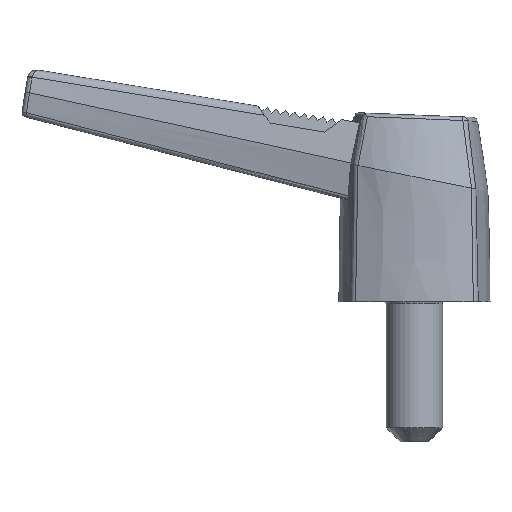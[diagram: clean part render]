
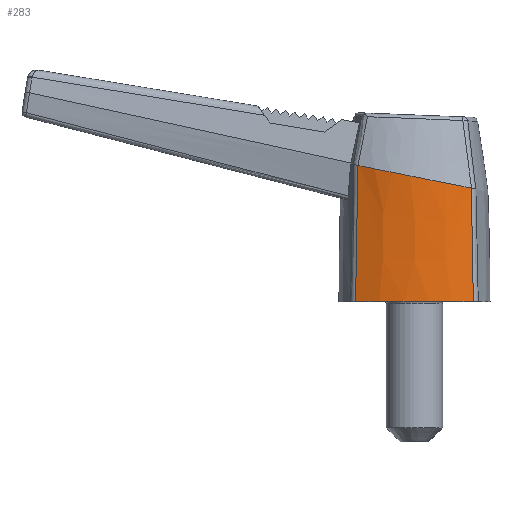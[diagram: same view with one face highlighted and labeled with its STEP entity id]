
A CAD part, front view. The second image highlights one B-rep face of the part: STEP entity #283.
In plain terms, the highlighted free-form (B-spline) face has degree [3, 3] with [10, 4] control points.
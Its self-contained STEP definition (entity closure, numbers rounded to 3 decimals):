
#283 = ADVANCED_FACE( '', ( #584 ), #585, .T. );
#584 = FACE_OUTER_BOUND( '', #2877, .T. );
#585 = B_SPLINE_SURFACE_WITH_KNOTS( '', 3, 3, ( ( #2878, #2879, #2880, #2881 ), ( #2882, #2883, #2884, #2885 ), ( #2886, #2887, #2888, #2889 ), ( #2890, #2891, #2892, #2893 ), ( #2894, #2895, #2896, #2897 ), ( #2898, #2899, #2900, #2901 ), ( #2902, #2903, #2904, #2905 ), ( #2906, #2907, #2908, #2909 ), ( #2910, #2911, #2912, #2913 ), ( #2914, #2915, #2916, #2917 ) ), .UNSPECIFIED., .F., .F., .F., ( 4, 2, 2, 2, 4 ), ( 4, 4 ), ( 0., 0.25, 0.5, 0.75, 1. ), ( 0., 1. ), .UNSPECIFIED. );
#2877 = EDGE_LOOP( '', ( #3782, #3783, #3784, #3785 ) );
#2878 = CARTESIAN_POINT( '', ( -6.645, -6.719, 0. ) );
#2879 = CARTESIAN_POINT( '', ( -6.551, -6.694, 4.861 ) );
#2880 = CARTESIAN_POINT( '', ( -6.458, -6.669, 9.722 ) );
#2881 = CARTESIAN_POINT( '', ( -6.364, -6.643, 14.583 ) );
#2882 = CARTESIAN_POINT( '', ( -5.609, -7.202, 0. ) );
#2883 = CARTESIAN_POINT( '', ( -5.532, -7.184, 4.796 ) );
#2884 = CARTESIAN_POINT( '', ( -5.455, -7.167, 9.591 ) );
#2885 = CARTESIAN_POINT( '', ( -5.379, -7.15, 14.387 ) );
#2886 = CARTESIAN_POINT( '', ( -4.519, -7.571, 0. ) );
#2887 = CARTESIAN_POINT( '', ( -4.458, -7.56, 4.726 ) );
#2888 = CARTESIAN_POINT( '', ( -4.397, -7.549, 9.453 ) );
#2889 = CARTESIAN_POINT( '', ( -4.335, -7.538, 14.179 ) );
#2890 = CARTESIAN_POINT( '', ( -2.287, -8.065, 0. ) );
#2891 = CARTESIAN_POINT( '', ( -2.254, -8.063, 4.584 ) );
#2892 = CARTESIAN_POINT( '', ( -2.221, -8.06, 9.167 ) );
#2893 = CARTESIAN_POINT( '', ( -2.188, -8.058, 13.751 ) );
#2894 = CARTESIAN_POINT( '', ( -1.143, -8.19, 0. ) );
#2895 = CARTESIAN_POINT( '', ( -1.124, -8.19, 4.51 ) );
#2896 = CARTESIAN_POINT( '', ( -1.104, -8.19, 9.021 ) );
#2897 = CARTESIAN_POINT( '', ( -1.085, -8.19, 13.531 ) );
#2898 = CARTESIAN_POINT( '', ( 1.143, -8.19, 0. ) );
#2899 = CARTESIAN_POINT( '', ( 1.136, -8.19, 4.364 ) );
#2900 = CARTESIAN_POINT( '', ( 1.129, -8.19, 8.727 ) );
#2901 = CARTESIAN_POINT( '', ( 1.122, -8.19, 13.091 ) );
#2902 = CARTESIAN_POINT( '', ( 2.287, -8.065, 0. ) );
#2903 = CARTESIAN_POINT( '', ( 2.266, -8.063, 4.29 ) );
#2904 = CARTESIAN_POINT( '', ( 2.246, -8.06, 8.581 ) );
#2905 = CARTESIAN_POINT( '', ( 2.225, -8.058, 12.871 ) );
#2906 = CARTESIAN_POINT( '', ( 4.519, -7.571, 0. ) );
#2907 = CARTESIAN_POINT( '', ( 4.47, -7.56, 4.148 ) );
#2908 = CARTESIAN_POINT( '', ( 4.421, -7.549, 8.295 ) );
#2909 = CARTESIAN_POINT( '', ( 4.372, -7.538, 12.443 ) );
#2910 = CARTESIAN_POINT( '', ( 5.609, -7.202, 0. ) );
#2911 = CARTESIAN_POINT( '', ( 5.544, -7.184, 4.078 ) );
#2912 = CARTESIAN_POINT( '', ( 5.48, -7.167, 8.157 ) );
#2913 = CARTESIAN_POINT( '', ( 5.415, -7.15, 12.235 ) );
#2914 = CARTESIAN_POINT( '', ( 6.645, -6.719, 0. ) );
#2915 = CARTESIAN_POINT( '', ( 6.564, -6.694, 4.013 ) );
#2916 = CARTESIAN_POINT( '', ( 6.482, -6.669, 8.026 ) );
#2917 = CARTESIAN_POINT( '', ( 6.401, -6.643, 12.039 ) );
#3782 = ORIENTED_EDGE( '', *, *, #4051, .F. );
#3783 = ORIENTED_EDGE( '', *, *, #3963, .T. );
#3784 = ORIENTED_EDGE( '', *, *, #4138, .T. );
#3785 = ORIENTED_EDGE( '', *, *, #3959, .T. );
#3959 = EDGE_CURVE( '', #4356, #4354, #4357, .T. );
#3963 = EDGE_CURVE( '', #4362, #4360, #4363, .T. );
#4051 = EDGE_CURVE( '', #4362, #4354, #4501, .T. );
#4138 = EDGE_CURVE( '', #4360, #4356, #4629, .T. );
#4354 = VERTEX_POINT( '', #5267 );
#4356 = VERTEX_POINT( '', #5272 );
#4357 = B_SPLINE_CURVE_WITH_KNOTS( '', 3, ( #5273, #5274, #5275, #5276 ), .UNSPECIFIED., .F., .F., ( 4, 4 ), ( 0., 0.012 ), .UNSPECIFIED. );
#4360 = VERTEX_POINT( '', #5293 );
#4362 = VERTEX_POINT( '', #5314 );
#4363 = B_SPLINE_CURVE_WITH_KNOTS( '', 3, ( #5315, #5316, #5317, #5318 ), .UNSPECIFIED., .F., .F., ( 4, 4 ), ( 0., 0.015 ), .UNSPECIFIED. );
#4501 = B_SPLINE_CURVE_WITH_KNOTS( '', 3, ( #5825, #5826, #5827, #5828, #5829, #5830, #5831, #5832, #5833, #5834, #5835, #5836, #5837, #5838, #5839, #5840, #5841, #5842, #5843, #5844 ), .UNSPECIFIED., .F., .F., ( 4, 2, 2, 2, 2, 2, 2, 2, 2, 4 ), ( 0.027, 0.125, 0.25, 0.375, 0.5, 0.5, 0.625, 0.75, 0.875, 0.972 ), .UNSPECIFIED. );
#4629 = B_SPLINE_CURVE_WITH_KNOTS( '', 3, ( #6282, #6283, #6284, #6285, #6286, #6287, #6288, #6289, #6290, #6291 ), .UNSPECIFIED., .F., .F., ( 4, 2, 2, 2, 4 ), ( 0.029, 0.25, 0.5, 0.75, 0.971 ), .UNSPECIFIED. );
#5267 = CARTESIAN_POINT( '', ( 6.072, -6.807, 12.104 ) );
#5272 = CARTESIAN_POINT( '', ( 6.283, -6.882, 0. ) );
#5273 = CARTESIAN_POINT( '', ( 6.283, -6.882, 0. ) );
#5274 = CARTESIAN_POINT( '', ( 6.213, -6.857, 4.035 ) );
#5275 = CARTESIAN_POINT( '', ( 6.142, -6.832, 8.07 ) );
#5276 = CARTESIAN_POINT( '', ( 6.072, -6.807, 12.104 ) );
#5293 = CARTESIAN_POINT( '', ( -6.283, -6.882, 0. ) );
#5314 = CARTESIAN_POINT( '', ( -6.037, -6.806, 14.518 ) );
#5315 = CARTESIAN_POINT( '', ( -6.036, -6.806, 14.518 ) );
#5316 = CARTESIAN_POINT( '', ( -6.118, -6.832, 9.679 ) );
#5317 = CARTESIAN_POINT( '', ( -6.201, -6.857, 4.839 ) );
#5318 = CARTESIAN_POINT( '', ( -6.283, -6.882, 0. ) );
#5825 = CARTESIAN_POINT( '', ( -6.037, -6.806, 14.518 ) );
#5826 = CARTESIAN_POINT( '', ( -5.648, -6.994, 14.441 ) );
#5827 = CARTESIAN_POINT( '', ( -5.251, -7.162, 14.361 ) );
#5828 = CARTESIAN_POINT( '', ( -4.327, -7.506, 14.177 ) );
#5829 = CARTESIAN_POINT( '', ( -3.799, -7.668, 14.072 ) );
#5830 = CARTESIAN_POINT( '', ( -2.724, -7.928, 13.858 ) );
#5831 = CARTESIAN_POINT( '', ( -2.181, -8.026, 13.75 ) );
#5832 = CARTESIAN_POINT( '', ( -1.084, -8.157, 13.531 ) );
#5833 = CARTESIAN_POINT( '', ( -0.534, -8.19, 13.421 ) );
#5834 = CARTESIAN_POINT( '', ( 0.018, -8.19, 13.311 ) );
#5835 = CARTESIAN_POINT( '', ( 0.018, -8.19, 13.311 ) );
#5836 = CARTESIAN_POINT( '', ( 0.571, -8.19, 13.201 ) );
#5837 = CARTESIAN_POINT( '', ( 1.121, -8.157, 13.091 ) );
#5838 = CARTESIAN_POINT( '', ( 2.218, -8.026, 12.873 ) );
#5839 = CARTESIAN_POINT( '', ( 2.761, -7.928, 12.764 ) );
#5840 = CARTESIAN_POINT( '', ( 3.836, -7.668, 12.55 ) );
#5841 = CARTESIAN_POINT( '', ( 4.364, -7.506, 12.445 ) );
#5842 = CARTESIAN_POINT( '', ( 5.287, -7.163, 12.261 ) );
#5843 = CARTESIAN_POINT( '', ( 5.683, -6.994, 12.182 ) );
#5844 = CARTESIAN_POINT( '', ( 6.072, -6.807, 12.104 ) );
#6282 = CARTESIAN_POINT( '', ( -6.283, -6.882, 0. ) );
#6283 = CARTESIAN_POINT( '', ( -5.356, -7.285, 0. ) );
#6284 = CARTESIAN_POINT( '', ( -4.39, -7.599, 0. ) );
#6285 = CARTESIAN_POINT( '', ( -2.287, -8.065, 0. ) );
#6286 = CARTESIAN_POINT( '', ( -1.143, -8.19, 0. ) );
#6287 = CARTESIAN_POINT( '', ( 1.143, -8.19, 0. ) );
#6288 = CARTESIAN_POINT( '', ( 2.287, -8.065, 0. ) );
#6289 = CARTESIAN_POINT( '', ( 4.39, -7.599, 0. ) );
#6290 = CARTESIAN_POINT( '', ( 5.356, -7.285, 0. ) );
#6291 = CARTESIAN_POINT( '', ( 6.283, -6.882, 0. ) );
